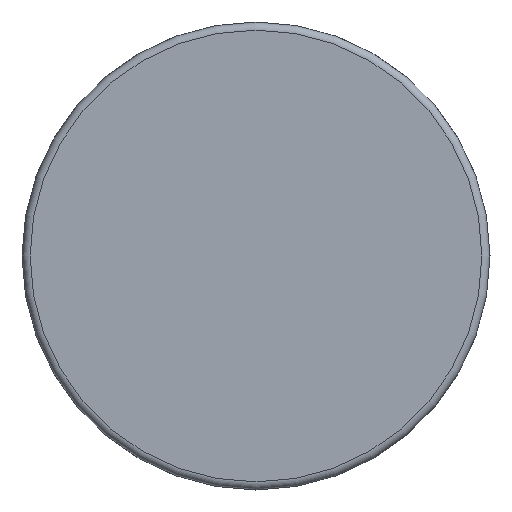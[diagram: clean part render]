
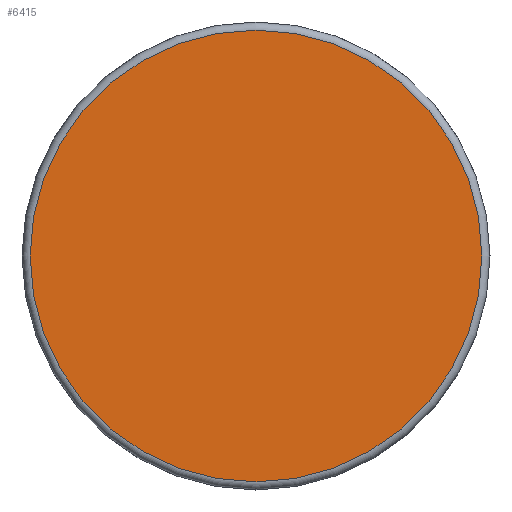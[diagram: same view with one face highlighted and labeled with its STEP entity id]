
A CAD part, front view. The second image highlights one B-rep face of the part: STEP entity #6415.
In plain terms, the highlighted planar face has unit normal (0, -1, 0).
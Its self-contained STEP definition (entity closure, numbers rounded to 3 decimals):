
#349=PLANE('',#7051);
#1120=FACE_OUTER_BOUND('',#1602,.T.);
#1602=EDGE_LOOP('',(#4520,#4521));
#2085=CIRCLE('',#6928,14.504);
#2086=CIRCLE('',#6929,14.504);
#2656=VERTEX_POINT('',#10219);
#2657=VERTEX_POINT('',#10221);
#3226=EDGE_CURVE('',#2657,#2656,#2085,.T.);
#3227=EDGE_CURVE('',#2656,#2657,#2086,.T.);
#4520=ORIENTED_EDGE('',*,*,#3226,.T.);
#4521=ORIENTED_EDGE('',*,*,#3227,.T.);
#6415=ADVANCED_FACE('',(#1120),#349,.F.);
#6928=AXIS2_PLACEMENT_3D('',#10222,#7926,#7927);
#6929=AXIS2_PLACEMENT_3D('',#10223,#7928,#7929);
#7051=AXIS2_PLACEMENT_3D('',#11764,#8233,#8234);
#7926=DIRECTION('center_axis',(0.,-1.,0.));
#7927=DIRECTION('ref_axis',(0.,0.,1.));
#7928=DIRECTION('center_axis',(0.,-1.,0.));
#7929=DIRECTION('ref_axis',(0.,0.,1.));
#8233=DIRECTION('center_axis',(0.,1.,0.));
#8234=DIRECTION('ref_axis',(0.,0.,1.));
#10219=CARTESIAN_POINT('',(0.,0.,-14.504));
#10221=CARTESIAN_POINT('',(0.,0.,14.504));
#10222=CARTESIAN_POINT('Origin',(0.,0.,0.));
#10223=CARTESIAN_POINT('Origin',(0.,0.,0.));
#11764=CARTESIAN_POINT('Origin',(0.,0.,0.));
